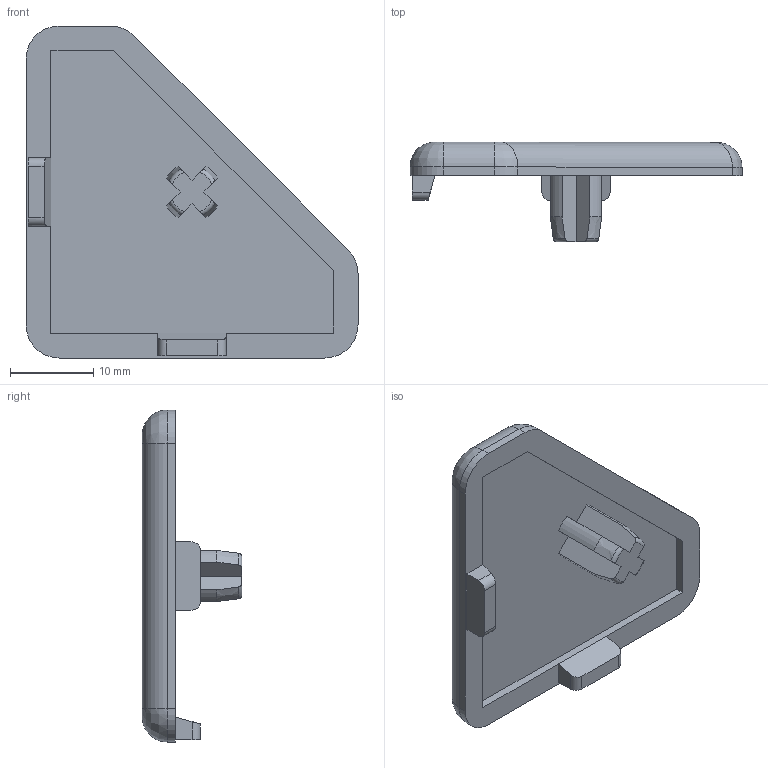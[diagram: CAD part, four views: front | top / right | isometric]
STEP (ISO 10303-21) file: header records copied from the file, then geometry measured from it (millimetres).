
FILE_DESCRIPTION(('FreeCAD Model'),'2;1');
FILE_NAME('Open CASCADE Shape Model','2024-03-20T10:07:57',(''),(''), 'Open CASCADE STEP processor 7.6','FreeCAD','Unknown');
FILE_SCHEMA(('AUTOMOTIVE_DESIGN { 1 0 10303 214 1 1 1 1 }'));
Length unit declared in the file: millimetre
Products named in the file (1): STI8-C404045
Bounding box: 40 x 12 x 40 mm (x, y, z)
Volume: 4020.2 mm3; surface area: 3215.3 mm2
Topology: 1 solids, 1 shells, 63 faces, 163 edges, 104 vertices
Faces by surface type: plane 32, cylinder 18, revolution 5, cone 4, torus 4
Entity records: 4599 total; most frequent: CARTESIAN_POINT 1317, DIRECTION 605, LINE 362, VECTOR 362, ORIENTED_EDGE 326, PCURVE 326, DEFINITIONAL_REPRESENTATION 326, EDGE_CURVE 163
